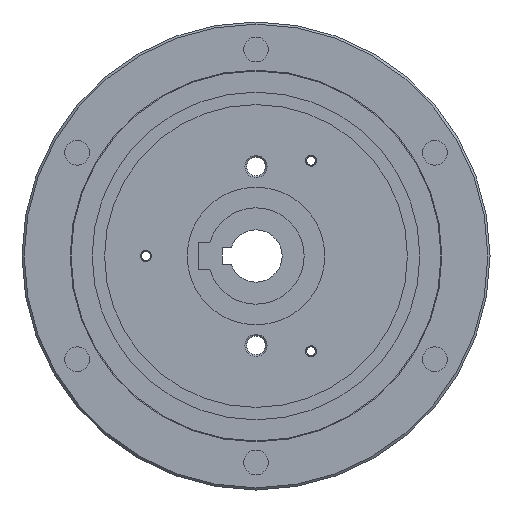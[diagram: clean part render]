
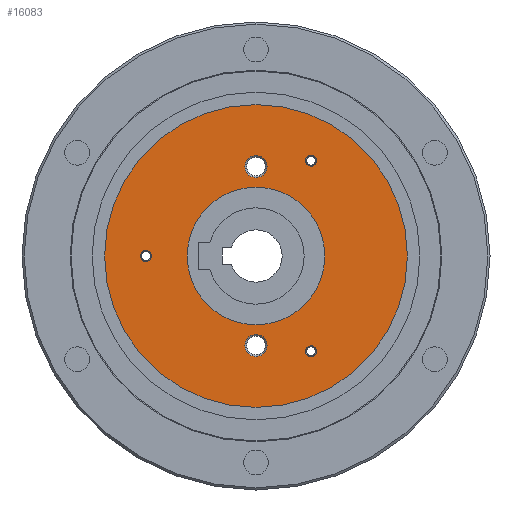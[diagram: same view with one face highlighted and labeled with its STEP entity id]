
A CAD part, left-side view. The second image highlights one B-rep face of the part: STEP entity #16083.
In plain terms, the highlighted face is planar.
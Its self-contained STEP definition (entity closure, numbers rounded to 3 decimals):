
#476 = EDGE_CURVE ( 'NONE', #49831, #39116, #64600, .T. ) ;
#763 = DIRECTION ( 'NONE',  ( 0., 0., -1. ) ) ;
#804 = EDGE_CURVE ( 'NONE', #32838, #45315, #9659, .T. ) ;
#1142 = CARTESIAN_POINT ( 'NONE',  ( -13.204, -20., -36.666 ) ) ;
#1216 = CARTESIAN_POINT ( 'NONE',  ( -13.204, 0., 0. ) ) ;
#2168 = VERTEX_POINT ( 'NONE', #1142 ) ;
#2308 = ORIENTED_EDGE ( 'NONE', *, *, #56776, .F. ) ;
#3212 = AXIS2_PLACEMENT_3D ( 'NONE', #40325, #35538, #20381 ) ;
#3269 = CARTESIAN_POINT ( 'NONE',  ( -13.204, 0., 0. ) ) ;
#3439 = DIRECTION ( 'NONE',  ( 0., 0., -1. ) ) ;
#3679 = AXIS2_PLACEMENT_3D ( 'NONE', #41188, #51751, #46267 ) ;
#4083 = DIRECTION ( 'NONE',  ( 0., 0., -1. ) ) ;
#5163 = ORIENTED_EDGE ( 'NONE', *, *, #476, .F. ) ;
#5450 = DIRECTION ( 'NONE',  ( 0., 0., -1. ) ) ;
#5924 = ORIENTED_EDGE ( 'NONE', *, *, #804, .F. ) ;
#5926 = VERTEX_POINT ( 'NONE', #8053 ) ;
#5943 = CARTESIAN_POINT ( 'NONE',  ( -13.204, 0., 28.475 ) ) ;
#6222 = DIRECTION ( 'NONE',  ( 1., 0., 0. ) ) ;
#6606 = DIRECTION ( 'NONE',  ( 1., 0., 0. ) ) ;
#7129 = DIRECTION ( 'NONE',  ( 0., 0., -1. ) ) ;
#8053 = CARTESIAN_POINT ( 'NONE',  ( -13.204, 0., 25. ) ) ;
#8164 = EDGE_LOOP ( 'NONE', ( #14272, #52451 ) ) ;
#9107 = VERTEX_POINT ( 'NONE', #15343 ) ;
#9659 = CIRCLE ( 'NONE', #57587, 2.025 ) ;
#9716 = CIRCLE ( 'NONE', #20841, 2.025 ) ;
#10461 = CARTESIAN_POINT ( 'NONE',  ( -13.204, 0., 36.525 ) ) ;
#10738 = AXIS2_PLACEMENT_3D ( 'NONE', #1216, #55733, #40372 ) ;
#11123 = FACE_OUTER_BOUND ( 'NONE', #31474, .T. ) ;
#11261 = AXIS2_PLACEMENT_3D ( 'NONE', #3269, #63499, #28812 ) ;
#11646 = VERTEX_POINT ( 'NONE', #58813 ) ;
#11906 = AXIS2_PLACEMENT_3D ( 'NONE', #13394, #43570, #28907 ) ;
#13394 = CARTESIAN_POINT ( 'NONE',  ( -13.204, 0., -32.5 ) ) ;
#14272 = ORIENTED_EDGE ( 'NONE', *, *, #36667, .F. ) ;
#15343 = CARTESIAN_POINT ( 'NONE',  ( -13.204, 40., 2.025 ) ) ;
#15466 = CIRCLE ( 'NONE', #11261, 55. ) ;
#16034 = VERTEX_POINT ( 'NONE', #33567 ) ;
#16083 = ADVANCED_FACE ( 'NONE', ( #29137, #62142, #39323, #48744, #50329, #11123, #23646 ), #38363, .F. ) ;
#16356 = VERTEX_POINT ( 'NONE', #25390 ) ;
#16414 = EDGE_LOOP ( 'NONE', ( #61401, #33553 ) ) ;
#16666 = AXIS2_PLACEMENT_3D ( 'NONE', #27027, #31886, #42388 ) ;
#18571 = CARTESIAN_POINT ( 'NONE',  ( -13.204, 0., 0. ) ) ;
#18664 = DIRECTION ( 'NONE',  ( 1., 0., 0. ) ) ;
#20381 = DIRECTION ( 'NONE',  ( 0., 0., -1. ) ) ;
#20841 = AXIS2_PLACEMENT_3D ( 'NONE', #46420, #6606, #21623 ) ;
#21616 = CIRCLE ( 'NONE', #10738, 25. ) ;
#21623 = DIRECTION ( 'NONE',  ( 0., 0., -1. ) ) ;
#22507 = EDGE_CURVE ( 'NONE', #9107, #51862, #51729, .T. ) ;
#23043 = EDGE_LOOP ( 'NONE', ( #42830, #38578 ) ) ;
#23646 = FACE_BOUND ( 'NONE', #23043, .T. ) ;
#25027 = ORIENTED_EDGE ( 'NONE', *, *, #38239, .F. ) ;
#25390 = CARTESIAN_POINT ( 'NONE',  ( -13.204, 0., -36.525 ) ) ;
#25391 = EDGE_CURVE ( 'NONE', #5926, #57140, #21616, .T. ) ;
#25685 = CIRCLE ( 'NONE', #16666, 2.025 ) ;
#26524 = CARTESIAN_POINT ( 'NONE',  ( -13.204, 40., 0. ) ) ;
#26706 = EDGE_CURVE ( 'NONE', #39116, #49831, #60817, .T. ) ;
#27027 = CARTESIAN_POINT ( 'NONE',  ( -13.204, -20., 34.641 ) ) ;
#27473 = ORIENTED_EDGE ( 'NONE', *, *, #26706, .F. ) ;
#27563 = ORIENTED_EDGE ( 'NONE', *, *, #45763, .F. ) ;
#28253 = EDGE_CURVE ( 'NONE', #16034, #2168, #9716, .T. ) ;
#28547 = DIRECTION ( 'NONE',  ( 1., 0., 0. ) ) ;
#28812 = DIRECTION ( 'NONE',  ( 0., 0., 1. ) ) ;
#28907 = DIRECTION ( 'NONE',  ( 0., 0., -1. ) ) ;
#29137 = FACE_BOUND ( 'NONE', #62187, .T. ) ;
#30735 = CIRCLE ( 'NONE', #40210, 55. ) ;
#30867 = VERTEX_POINT ( 'NONE', #64246 ) ;
#31474 = EDGE_LOOP ( 'NONE', ( #53586, #2308 ) ) ;
#31886 = DIRECTION ( 'NONE',  ( 1., 0., 0. ) ) ;
#32838 = VERTEX_POINT ( 'NONE', #45329 ) ;
#33553 = ORIENTED_EDGE ( 'NONE', *, *, #28253, .F. ) ;
#33567 = CARTESIAN_POINT ( 'NONE',  ( -13.204, -20., -32.616 ) ) ;
#33708 = AXIS2_PLACEMENT_3D ( 'NONE', #43966, #63758, #34331 ) ;
#33796 = DIRECTION ( 'NONE',  ( 0., 0., 1. ) ) ;
#34215 = DIRECTION ( 'NONE',  ( -1., 0., 0. ) ) ;
#34331 = DIRECTION ( 'NONE',  ( 0., 0., 1. ) ) ;
#34554 = EDGE_CURVE ( 'NONE', #30867, #16356, #40209, .T. ) ;
#35538 = DIRECTION ( 'NONE',  ( 1., 0., 0. ) ) ;
#36639 = CARTESIAN_POINT ( 'NONE',  ( -13.204, 40., -2.025 ) ) ;
#36667 = EDGE_CURVE ( 'NONE', #16356, #30867, #62051, .T. ) ;
#36724 = VERTEX_POINT ( 'NONE', #50636 ) ;
#37089 = DIRECTION ( 'NONE',  ( 1., 0., 0. ) ) ;
#37172 = CARTESIAN_POINT ( 'NONE',  ( -13.204, 0., -25. ) ) ;
#38239 = EDGE_CURVE ( 'NONE', #45315, #32838, #25685, .T. ) ;
#38363 = PLANE ( 'NONE',  #63268 ) ;
#38578 = ORIENTED_EDGE ( 'NONE', *, *, #50934, .T. ) ;
#39116 = VERTEX_POINT ( 'NONE', #10461 ) ;
#39323 = FACE_BOUND ( 'NONE', #58701, .T. ) ;
#40203 = AXIS2_PLACEMENT_3D ( 'NONE', #56109, #6222, #763 ) ;
#40209 = CIRCLE ( 'NONE', #11906, 4.025 ) ;
#40210 = AXIS2_PLACEMENT_3D ( 'NONE', #18571, #58483, #63137 ) ;
#40325 = CARTESIAN_POINT ( 'NONE',  ( -13.204, 0., -32.5 ) ) ;
#40372 = DIRECTION ( 'NONE',  ( 0., 0., 1. ) ) ;
#40464 = CIRCLE ( 'NONE', #40203, 2.025 ) ;
#41188 = CARTESIAN_POINT ( 'NONE',  ( -13.204, 0., 32.5 ) ) ;
#42388 = DIRECTION ( 'NONE',  ( 0., 0., -1. ) ) ;
#42693 = AXIS2_PLACEMENT_3D ( 'NONE', #26524, #37089, #7129 ) ;
#42830 = ORIENTED_EDGE ( 'NONE', *, *, #25391, .T. ) ;
#43570 = DIRECTION ( 'NONE',  ( 1., 0., 0. ) ) ;
#43966 = CARTESIAN_POINT ( 'NONE',  ( -13.204, 0., 0. ) ) ;
#45315 = VERTEX_POINT ( 'NONE', #47879 ) ;
#45329 = CARTESIAN_POINT ( 'NONE',  ( -13.204, -20., 36.666 ) ) ;
#45382 = EDGE_CURVE ( 'NONE', #11646, #36724, #15466, .T. ) ;
#45763 = EDGE_CURVE ( 'NONE', #51862, #9107, #56935, .T. ) ;
#46225 = CIRCLE ( 'NONE', #33708, 25. ) ;
#46267 = DIRECTION ( 'NONE',  ( 0., 0., -1. ) ) ;
#46420 = CARTESIAN_POINT ( 'NONE',  ( -13.204, -20., -34.641 ) ) ;
#46595 = EDGE_CURVE ( 'NONE', #2168, #16034, #40464, .T. ) ;
#47879 = CARTESIAN_POINT ( 'NONE',  ( -13.204, -20., 32.616 ) ) ;
#48744 = FACE_BOUND ( 'NONE', #16414, .T. ) ;
#49203 = AXIS2_PLACEMENT_3D ( 'NONE', #58171, #28547, #3439 ) ;
#49831 = VERTEX_POINT ( 'NONE', #5943 ) ;
#50329 = FACE_BOUND ( 'NONE', #50343, .T. ) ;
#50343 = EDGE_LOOP ( 'NONE', ( #27563, #60908 ) ) ;
#50636 = CARTESIAN_POINT ( 'NONE',  ( -13.204, 0., -55. ) ) ;
#50934 = EDGE_CURVE ( 'NONE', #57140, #5926, #46225, .T. ) ;
#51729 = CIRCLE ( 'NONE', #49203, 2.025 ) ;
#51751 = DIRECTION ( 'NONE',  ( 1., 0., 0. ) ) ;
#51862 = VERTEX_POINT ( 'NONE', #36639 ) ;
#52451 = ORIENTED_EDGE ( 'NONE', *, *, #34554, .F. ) ;
#53497 = CARTESIAN_POINT ( 'NONE',  ( -13.204, 55., 0. ) ) ;
#53586 = ORIENTED_EDGE ( 'NONE', *, *, #45382, .F. ) ;
#55733 = DIRECTION ( 'NONE',  ( -1., 0., 0. ) ) ;
#56109 = CARTESIAN_POINT ( 'NONE',  ( -13.204, -20., -34.641 ) ) ;
#56315 = AXIS2_PLACEMENT_3D ( 'NONE', #60844, #61275, #5450 ) ;
#56776 = EDGE_CURVE ( 'NONE', #36724, #11646, #30735, .T. ) ;
#56935 = CIRCLE ( 'NONE', #42693, 2.025 ) ;
#57140 = VERTEX_POINT ( 'NONE', #37172 ) ;
#57587 = AXIS2_PLACEMENT_3D ( 'NONE', #59031, #18664, #4083 ) ;
#58171 = CARTESIAN_POINT ( 'NONE',  ( -13.204, 40., 0. ) ) ;
#58483 = DIRECTION ( 'NONE',  ( -1., 0., 0. ) ) ;
#58701 = EDGE_LOOP ( 'NONE', ( #25027, #5924 ) ) ;
#58813 = CARTESIAN_POINT ( 'NONE',  ( -13.204, 0., 55. ) ) ;
#59031 = CARTESIAN_POINT ( 'NONE',  ( -13.204, -20., 34.641 ) ) ;
#60817 = CIRCLE ( 'NONE', #3679, 4.025 ) ;
#60844 = CARTESIAN_POINT ( 'NONE',  ( -13.204, 0., 32.5 ) ) ;
#60908 = ORIENTED_EDGE ( 'NONE', *, *, #22507, .F. ) ;
#61275 = DIRECTION ( 'NONE',  ( 1., 0., 0. ) ) ;
#61401 = ORIENTED_EDGE ( 'NONE', *, *, #46595, .F. ) ;
#62051 = CIRCLE ( 'NONE', #3212, 4.025 ) ;
#62142 = FACE_BOUND ( 'NONE', #8164, .T. ) ;
#62187 = EDGE_LOOP ( 'NONE', ( #5163, #27473 ) ) ;
#63137 = DIRECTION ( 'NONE',  ( 0., 0., 1. ) ) ;
#63268 = AXIS2_PLACEMENT_3D ( 'NONE', #53497, #34215, #33796 ) ;
#63499 = DIRECTION ( 'NONE',  ( -1., 0., 0. ) ) ;
#63758 = DIRECTION ( 'NONE',  ( -1., 0., 0. ) ) ;
#64246 = CARTESIAN_POINT ( 'NONE',  ( -13.204, 0., -28.475 ) ) ;
#64600 = CIRCLE ( 'NONE', #56315, 4.025 ) ;
